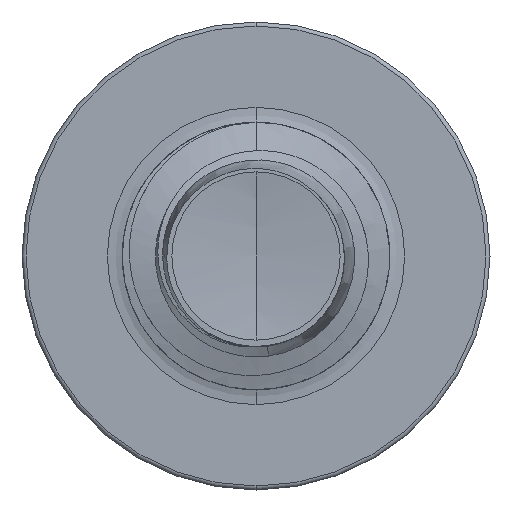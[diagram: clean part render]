
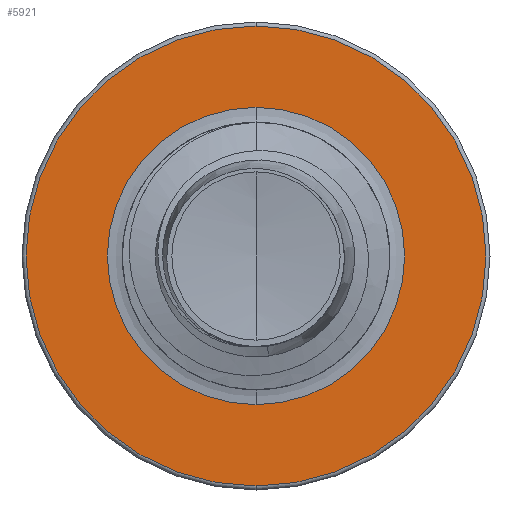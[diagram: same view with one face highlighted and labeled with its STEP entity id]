
A CAD part, front view. The second image highlights one B-rep face of the part: STEP entity #5921.
In plain terms, the highlighted planar face has unit normal (0, -1, 0).
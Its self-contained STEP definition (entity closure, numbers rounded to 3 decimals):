
#693 = CIRCLE ( 'NONE', #10378, 1.112 ) ;
#696 = AXIS2_PLACEMENT_3D ( 'NONE', #1935, #13999, #3783 ) ;
#721 = DIRECTION ( 'NONE',  ( 0., 1., 0. ) ) ;
#1935 = CARTESIAN_POINT ( 'NONE',  ( 0., 5., 0. ) ) ;
#2423 = ORIENTED_EDGE ( 'NONE', *, *, #14074, .T. ) ;
#2559 = CARTESIAN_POINT ( 'NONE',  ( 0., 5., 1.112 ) ) ;
#3308 = CARTESIAN_POINT ( 'NONE',  ( 0., 5., -1.112 ) ) ;
#3392 = DIRECTION ( 'NONE',  ( 0., 1., 0. ) ) ;
#3506 = VERTEX_POINT ( 'NONE', #7775 ) ;
#3659 = FACE_BOUND ( 'NONE', #21039, .T. ) ;
#3771 = ORIENTED_EDGE ( 'NONE', *, *, #8692, .F. ) ;
#3783 = DIRECTION ( 'NONE',  ( 0., 0., 1. ) ) ;
#4169 = CIRCLE ( 'NONE', #20270, 1.112 ) ;
#4447 = AXIS2_PLACEMENT_3D ( 'NONE', #21256, #3392, #15233 ) ;
#5023 = DIRECTION ( 'NONE',  ( 0., 1., 0. ) ) ;
#5201 = AXIS2_PLACEMENT_3D ( 'NONE', #18709, #9086, #20206 ) ;
#5921 = ADVANCED_FACE ( 'NONE', ( #13345, #3659 ), #13659, .F. ) ;
#5950 = ORIENTED_EDGE ( 'NONE', *, *, #16804, .F. ) ;
#6643 = CIRCLE ( 'NONE', #696, 1.72 ) ;
#7775 = CARTESIAN_POINT ( 'NONE',  ( 0., 5., 1.72 ) ) ;
#8692 = EDGE_CURVE ( 'NONE', #3506, #11749, #6643, .T. ) ;
#9086 = DIRECTION ( 'NONE',  ( 0., 1., 0. ) ) ;
#10378 = AXIS2_PLACEMENT_3D ( 'NONE', #15106, #5023, #16664 ) ;
#10506 = VERTEX_POINT ( 'NONE', #2559 ) ;
#11296 = CARTESIAN_POINT ( 'NONE',  ( 0., 5., 0. ) ) ;
#11749 = VERTEX_POINT ( 'NONE', #15289 ) ;
#12530 = ORIENTED_EDGE ( 'NONE', *, *, #13415, .T. ) ;
#12985 = DIRECTION ( 'NONE',  ( 0., 0., 1. ) ) ;
#13345 = FACE_OUTER_BOUND ( 'NONE', #18067, .T. ) ;
#13415 = EDGE_CURVE ( 'NONE', #15556, #10506, #4169, .T. ) ;
#13659 = PLANE ( 'NONE',  #4447 ) ;
#13999 = DIRECTION ( 'NONE',  ( 0., 1., 0. ) ) ;
#14074 = EDGE_CURVE ( 'NONE', #10506, #15556, #693, .T. ) ;
#15106 = CARTESIAN_POINT ( 'NONE',  ( 0., 5., 0. ) ) ;
#15233 = DIRECTION ( 'NONE',  ( 0., 0., 1. ) ) ;
#15289 = CARTESIAN_POINT ( 'NONE',  ( 0., 5., -1.72 ) ) ;
#15556 = VERTEX_POINT ( 'NONE', #3308 ) ;
#16664 = DIRECTION ( 'NONE',  ( 0., 0., 1. ) ) ;
#16804 = EDGE_CURVE ( 'NONE', #11749, #3506, #19722, .T. ) ;
#18067 = EDGE_LOOP ( 'NONE', ( #3771, #5950 ) ) ;
#18709 = CARTESIAN_POINT ( 'NONE',  ( 0., 5., 0. ) ) ;
#19722 = CIRCLE ( 'NONE', #5201, 1.72 ) ;
#20206 = DIRECTION ( 'NONE',  ( 0., 0., 1. ) ) ;
#20270 = AXIS2_PLACEMENT_3D ( 'NONE', #11296, #721, #12985 ) ;
#21039 = EDGE_LOOP ( 'NONE', ( #2423, #12530 ) ) ;
#21256 = CARTESIAN_POINT ( 'NONE',  ( 0., 5., -1.112 ) ) ;
